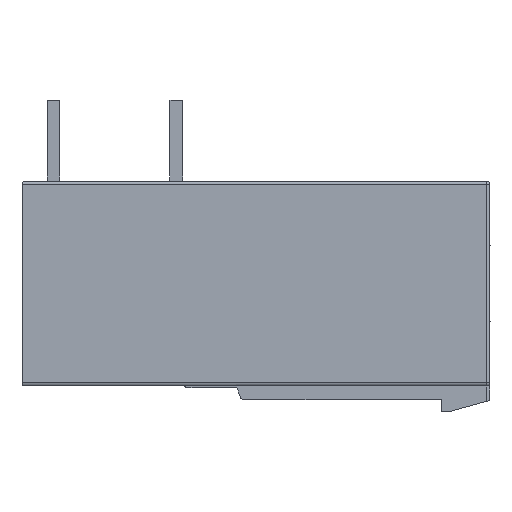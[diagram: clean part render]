
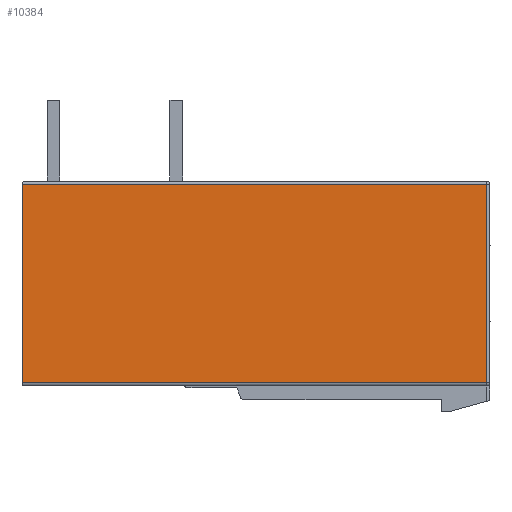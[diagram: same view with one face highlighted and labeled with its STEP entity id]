
A CAD part, front view. The second image highlights one B-rep face of the part: STEP entity #10384.
In plain terms, the highlighted planar face has unit normal (0, -1, 0).
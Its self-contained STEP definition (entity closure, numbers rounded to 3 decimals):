
#3368=DIRECTION('',(1.,0.,0.));
#3369=VECTOR('',#3368,28.8);
#3370=CARTESIAN_POINT('',(-11.15,-7.62,6.756));
#3371=LINE('',#3370,#3369);
#3372=DIRECTION('',(0.,0.,-1.));
#3373=VECTOR('',#3372,12.3);
#3374=CARTESIAN_POINT('',(17.65,-7.62,6.756));
#3375=LINE('',#3374,#3373);
#3376=DIRECTION('',(1.,0.,0.));
#3377=VECTOR('',#3376,28.8);
#3378=CARTESIAN_POINT('',(-11.15,-7.62,-5.544));
#3379=LINE('',#3378,#3377);
#3559=DIRECTION('',(0.,0.,1.));
#3560=VECTOR('',#3559,12.3);
#3561=CARTESIAN_POINT('',(-11.15,-7.62,-5.544));
#3562=LINE('',#3561,#3560);
#5776=CARTESIAN_POINT('',(-11.15,-7.62,-5.544));
#5777=VERTEX_POINT('',#5776);
#5784=CARTESIAN_POINT('',(-11.15,-7.62,6.756));
#5785=CARTESIAN_POINT('',(17.65,-7.62,6.756));
#5786=VERTEX_POINT('',#5784);
#5787=VERTEX_POINT('',#5785);
#5788=CARTESIAN_POINT('',(17.65,-7.62,-5.544));
#5789=VERTEX_POINT('',#5788);
#10371=CARTESIAN_POINT('',(17.85,-7.62,-5.744));
#10372=DIRECTION('',(0.,1.,0.));
#10373=DIRECTION('',(0.,0.,1.));
#10374=AXIS2_PLACEMENT_3D('',#10371,#10372,#10373);
#10375=PLANE('',#10374);
#10376=ORIENTED_EDGE('',*,*,#10339,.T.);
#10377=ORIENTED_EDGE('',*,*,#10362,.T.);
#10379=ORIENTED_EDGE('',*,*,#10378,.F.);
#10381=ORIENTED_EDGE('',*,*,#10380,.T.);
#10382=EDGE_LOOP('',(#10376,#10377,#10379,#10381));
#10383=FACE_OUTER_BOUND('',#10382,.F.);
#10384=ADVANCED_FACE('',(#10383),#10375,.F.);
#10339=EDGE_CURVE('',#5786,#5787,#3371,.T.);
#10362=EDGE_CURVE('',#5787,#5789,#3375,.T.);
#10378=EDGE_CURVE('',#5777,#5789,#3379,.T.);
#10380=EDGE_CURVE('',#5777,#5786,#3562,.T.);
